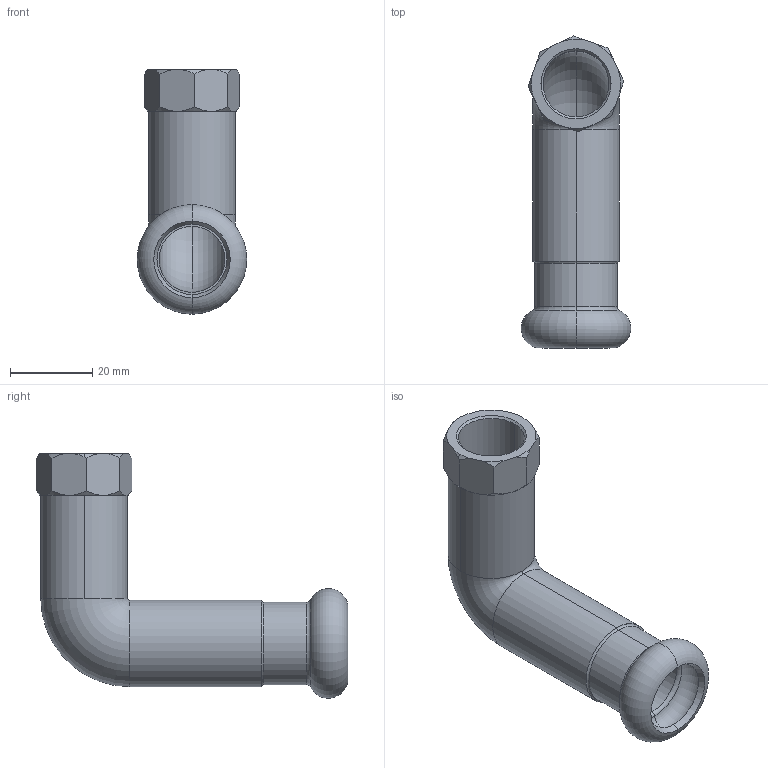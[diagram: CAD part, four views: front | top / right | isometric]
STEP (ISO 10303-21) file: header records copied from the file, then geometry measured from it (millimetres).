
FILE_DESCRIPTION (( 'STEP AP203' ), '1' );
FILE_NAME ('3D_P731_18 x3-4_141311850.STEP', '2024-11-19T12:03:02', ( '' ), ( '' ), 'SwSTEP 2.0', 'SolidWorks 2023', '' );
FILE_SCHEMA (( 'CONFIG_CONTROL_DESIGN' ));
Length unit declared in the file: millimetre
Products named in the file (1): 3D_P731_18 x3-4_141311850
Bounding box: 26.58 x 75.62 x 59.29 mm (x, y, z)
Volume: 14899.3 mm3; surface area: 13218.7 mm2
Topology: 1 solids, 1 shells, 60 faces, 148 edges, 92 vertices
Faces by surface type: cone 22, torus 14, cylinder 12, plane 12
Entity records: 1945 total; most frequent: CARTESIAN_POINT 449, DIRECTION 308, ORIENTED_EDGE 296, EDGE_CURVE 148, AXIS2_PLACEMENT_3D 133, VERTEX_POINT 92, CIRCLE 72, EDGE_LOOP 64
